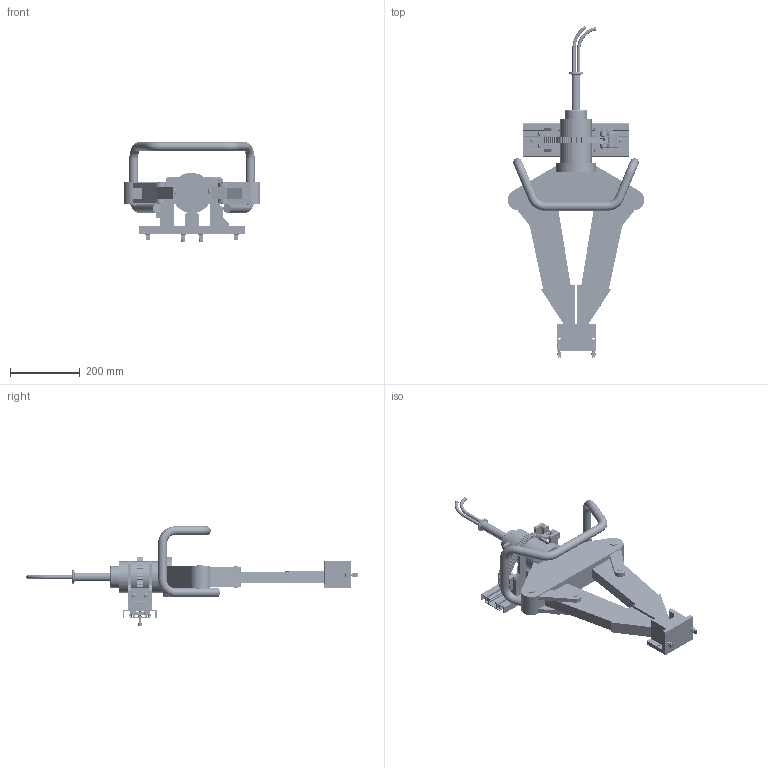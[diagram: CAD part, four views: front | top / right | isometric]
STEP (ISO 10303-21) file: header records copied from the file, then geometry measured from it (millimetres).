
FILE_DESCRIPTION (( 'STEP AP203' ), '1' );
FILE_NAME ('K5026-FL.STEP', '2016-12-15T16:41:35', ( 'jgonzalez' ), ( '' ), 'SwSTEP 2.0', 'SolidWorks 2014', '' );
FILE_SCHEMA (( 'CONFIG_CONTROL_DESIGN' ));
Length unit declared in the file: inch
Products named in the file (26): K5026-FL; 7016 Spread_step7; 1020-203; 2047; 2046; 1020-401; 7016; 7048_2"; 1020-901; 7034_3.875; 2049; 1020-201; 3017_HFBOLT 0.25-20x1.25x0.75-C; 7003; 1020-202; 2069LN_MSHXNUT 0.250-20-S-N; K5020_free; 1020-206; 7048_3.875; Hurst Spreader 32; 2023_collapsed; 1026_THRU; 1020-205 (oxy tank); 1020-207-12; 1020-204; 1026
Assembly tree (53 placements, depth 4):
  K5026-FL
    1026_THRU
      1026
      7034_3.875
        2047  x2
        7016  x2
      7048_3.875
        3017_HFBOLT 0.25-20x1.25x0.75-C  x2
        2069LN_MSHXNUT 0.250-20-S-N  x2
    K5020_free
      1020-901
        1020-204
        1020-203
        1020-401  x2
      1020-201
      1020-202
      1020-206  x2
      3017_HFBOLT 0.25-20x1.25x0.75-C  x4
      2023_collapsed  x2
      1020-207-12
      7016 Spread_step7  x4
      2046  x4
      7048_2"
        3017_HFBOLT 0.25-20x1.25x0.75-C  x2
        2069LN_MSHXNUT 0.250-20-S-N  x2
      7003
        2049  x4
        7016  x4
    Hurst Spreader 32
    1020-205 (oxy tank)
Bounding box: 393.7 x 954.81 x 285.94 mm (x, y, z)
Volume: 7123499.5 mm3; surface area: 868644.1 mm2
Topology: 60 solids, 60 shells, 5202 faces, 12766 edges, 7834 vertices
Faces by surface type: plane 1656, cone 1602, cylinder 1003, bspline 667, torus 214, sphere 60
Entity records: 99262 total; most frequent: CARTESIAN_POINT 40378, ORIENTED_EDGE 11988, DIRECTION 10694, EDGE_CURVE 5994, VERTEX_POINT 3743, AXIS2_PLACEMENT_3D 3691, VECTOR 3312, LINE 3312
